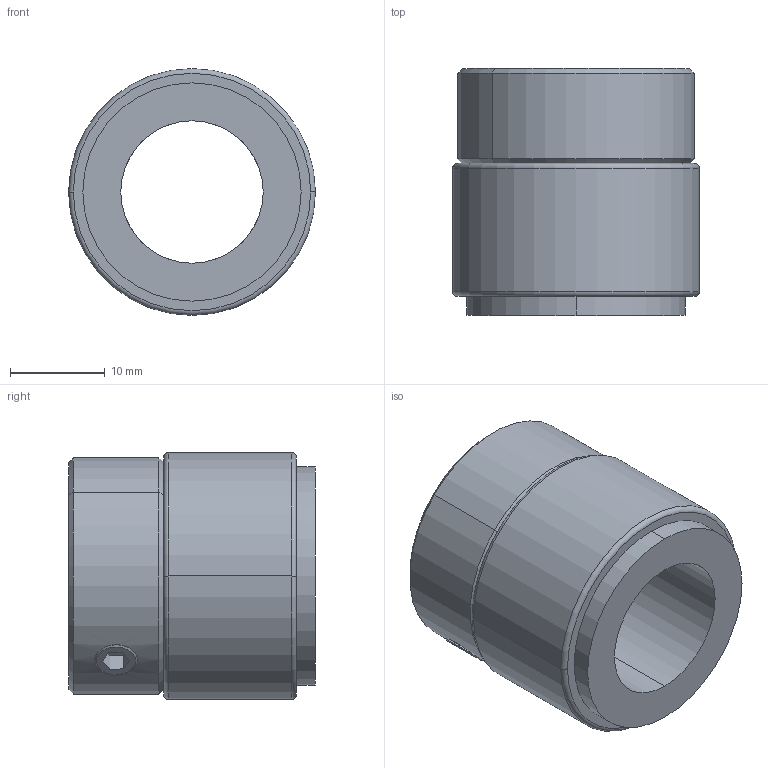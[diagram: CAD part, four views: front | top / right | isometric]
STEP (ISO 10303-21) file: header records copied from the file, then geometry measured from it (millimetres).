
FILE_DESCRIPTION (( 'STEP AP203' ), '1' );
FILE_NAME ('MAG-AM2614C-15U.STEP', '2020-05-13T07:41:45', ( '' ), ( '' ), 'SwSTEP 2.0', 'SolidWorks 2019', '' );
FILE_SCHEMA (( 'CONFIG_CONTROL_DESIGN' ));
Length unit declared in the file: millimetre
Products named in the file (5): hexagon socket set screw flat point_jis_JIS B 1177 Flat point M5 x 4 --S; MAG-BSC-OD23-ID15-L26 磁性環襯套; MAG-2614-磁圈; MAG-RAL-OD25-ID17-5-L10-M5 鋁束環; MAG-AM2614C-15U
Assembly tree (5 placements, depth 2):
  MAG-AM2614C-15U
    MAG-BSC-OD23-ID15-L26 磁性環襯套
    MAG-2614-磁圈
    MAG-RAL-OD25-ID17-5-L10-M5 鋁束環
    hexagon socket set screw flat point_jis_JIS B 1177 Flat point M5 x 4 --S  x2
Bounding box: 26 x 26 x 26 mm (x, y, z)
Volume: 8434.2 mm3; surface area: 8076 mm2
Topology: 7 solids, 7 shells, 150 faces, 370 edges, 236 vertices
Faces by surface type: cone 56, cylinder 46, plane 44, torus 4
Entity records: 4005 total; most frequent: CARTESIAN_POINT 781, DIRECTION 614, ORIENTED_EDGE 532, EDGE_CURVE 266, AXIS2_PLACEMENT_3D 243, VERTEX_POINT 170, VECTOR 128, LINE 128
